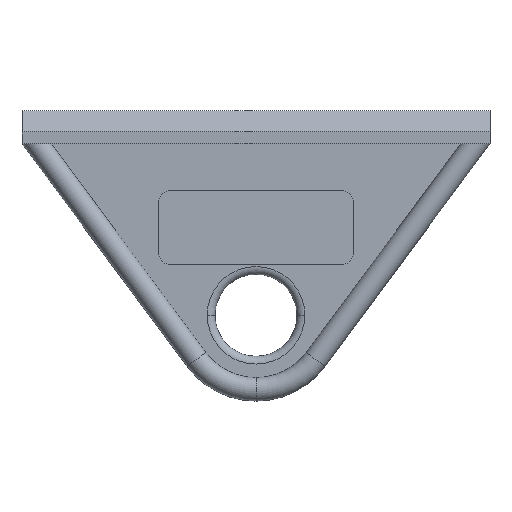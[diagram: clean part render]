
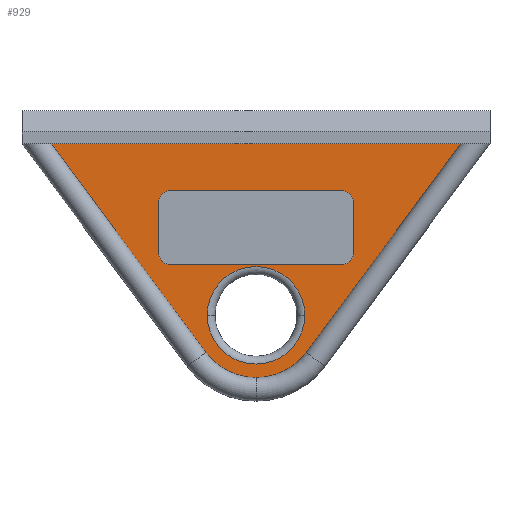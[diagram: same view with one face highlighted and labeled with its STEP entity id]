
A CAD part, top view. The second image highlights one B-rep face of the part: STEP entity #929.
In plain terms, the highlighted planar face has unit normal (0, 0, 1).
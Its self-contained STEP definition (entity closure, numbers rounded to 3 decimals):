
#7 = DIRECTION ( 'NONE',  ( 1., 0., 0. ) ) ;
#36 = LINE ( 'NONE', #1380, #1360 ) ;
#48 = VERTEX_POINT ( 'NONE', #421 ) ;
#54 = VECTOR ( 'NONE', #153, 1000. ) ;
#65 = DIRECTION ( 'NONE',  ( 1., 0., 0. ) ) ;
#90 = DIRECTION ( 'NONE',  ( 0., 0., 1. ) ) ;
#113 = LINE ( 'NONE', #1094, #656 ) ;
#114 = DIRECTION ( 'NONE',  ( -1., 0., 0. ) ) ;
#152 = CARTESIAN_POINT ( 'NONE',  ( 0., 0., 1.5 ) ) ;
#153 = DIRECTION ( 'NONE',  ( 1., 0., 0. ) ) ;
#154 = EDGE_LOOP ( 'NONE', ( #1126, #1419, #493, #232, #607, #941, #705, #878 ) ) ;
#155 = AXIS2_PLACEMENT_3D ( 'NONE', #394, #1216, #882 ) ;
#160 = AXIS2_PLACEMENT_3D ( 'NONE', #1278, #90, #331 ) ;
#172 = VECTOR ( 'NONE', #851, 1000. ) ;
#178 = PLANE ( 'NONE',  #160 ) ;
#188 = DIRECTION ( 'NONE',  ( 0., 0., -1. ) ) ;
#199 = EDGE_CURVE ( 'NONE', #1073, #240, #1276, .T. ) ;
#210 = DIRECTION ( 'NONE',  ( 1., 0., 0. ) ) ;
#232 = ORIENTED_EDGE ( 'NONE', *, *, #974, .T. ) ;
#240 = VERTEX_POINT ( 'NONE', #380 ) ;
#280 = DIRECTION ( 'NONE',  ( 1., 0., 0. ) ) ;
#311 = AXIS2_PLACEMENT_3D ( 'NONE', #327, #442, #1026 ) ;
#323 = FACE_OUTER_BOUND ( 'NONE', #1368, .T. ) ;
#327 = CARTESIAN_POINT ( 'NONE',  ( -11., 8., 1.5 ) ) ;
#331 = DIRECTION ( 'NONE',  ( 1., 0., 0. ) ) ;
#347 = ORIENTED_EDGE ( 'NONE', *, *, #411, .T. ) ;
#348 = CIRCLE ( 'NONE', #1102, 6.25 ) ;
#363 = LINE ( 'NONE', #839, #172 ) ;
#364 = CIRCLE ( 'NONE', #1119, 6.25 ) ;
#378 = DIRECTION ( 'NONE',  ( 0.595, 0.803, 0. ) ) ;
#380 = CARTESIAN_POINT ( 'NONE',  ( 11., 6.5, 1.5 ) ) ;
#385 = ORIENTED_EDGE ( 'NONE', *, *, #1188, .T. ) ;
#391 = VERTEX_POINT ( 'NONE', #1250 ) ;
#394 = CARTESIAN_POINT ( 'NONE',  ( 11., 14.5, 1.5 ) ) ;
#403 = VERTEX_POINT ( 'NONE', #1405 ) ;
#410 = ORIENTED_EDGE ( 'NONE', *, *, #783, .T. ) ;
#411 = EDGE_CURVE ( 'NONE', #613, #48, #36, .T. ) ;
#417 = CIRCLE ( 'NONE', #853, 1.5 ) ;
#421 = CARTESIAN_POINT ( 'NONE',  ( -6.427, -4.764, 1.5 ) ) ;
#442 = DIRECTION ( 'NONE',  ( 0., 0., -1. ) ) ;
#447 = EDGE_CURVE ( 'NONE', #1067, #403, #348, .T. ) ;
#455 = VERTEX_POINT ( 'NONE', #773 ) ;
#493 = ORIENTED_EDGE ( 'NONE', *, *, #661, .F. ) ;
#514 = CARTESIAN_POINT ( 'NONE',  ( -12.5, 6.5, 1.5 ) ) ;
#523 = CARTESIAN_POINT ( 'NONE',  ( 0., 0., 1.5 ) ) ;
#589 = CARTESIAN_POINT ( 'NONE',  ( -11., 16., 1.5 ) ) ;
#590 = AXIS2_PLACEMENT_3D ( 'NONE', #1531, #909, #1267 ) ;
#595 = VERTEX_POINT ( 'NONE', #669 ) ;
#607 = ORIENTED_EDGE ( 'NONE', *, *, #199, .F. ) ;
#613 = VERTEX_POINT ( 'NONE', #1075 ) ;
#649 = CARTESIAN_POINT ( 'NONE',  ( 6.427, -4.764, 1.5 ) ) ;
#656 = VECTOR ( 'NONE', #1459, 1000. ) ;
#661 = EDGE_CURVE ( 'NONE', #1245, #455, #113, .T. ) ;
#665 = EDGE_CURVE ( 'NONE', #880, #595, #363, .T. ) ;
#669 = CARTESIAN_POINT ( 'NONE',  ( -12.5, 8., 1.5 ) ) ;
#683 = CARTESIAN_POINT ( 'NONE',  ( -12.5, 14.5, 1.5 ) ) ;
#691 = CIRCLE ( 'NONE', #590, 8. ) ;
#703 = CARTESIAN_POINT ( 'NONE',  ( 30., 22., 1.5 ) ) ;
#705 = ORIENTED_EDGE ( 'NONE', *, *, #665, .F. ) ;
#748 = CARTESIAN_POINT ( 'NONE',  ( -6.25, 0., 1.5 ) ) ;
#769 = EDGE_LOOP ( 'NONE', ( #1544, #1207 ) ) ;
#773 = CARTESIAN_POINT ( 'NONE',  ( 12.5, 14.5, 1.5 ) ) ;
#783 = EDGE_CURVE ( 'NONE', #391, #1511, #1256, .T. ) ;
#790 = DIRECTION ( 'NONE',  ( 0.595, -0.803, 0. ) ) ;
#812 = CARTESIAN_POINT ( 'NONE',  ( 12.5, 8., 1.5 ) ) ;
#817 = DIRECTION ( 'NONE',  ( 0., 0., -1. ) ) ;
#822 = LINE ( 'NONE', #1204, #1325 ) ;
#839 = CARTESIAN_POINT ( 'NONE',  ( -12.5, 16., 1.5 ) ) ;
#851 = DIRECTION ( 'NONE',  ( 0., -1., 0. ) ) ;
#853 = AXIS2_PLACEMENT_3D ( 'NONE', #1180, #817, #210 ) ;
#869 = CIRCLE ( 'NONE', #1427, 1.5 ) ;
#878 = ORIENTED_EDGE ( 'NONE', *, *, #919, .T. ) ;
#880 = VERTEX_POINT ( 'NONE', #683 ) ;
#882 = DIRECTION ( 'NONE',  ( 1., 0., 0. ) ) ;
#909 = DIRECTION ( 'NONE',  ( 0., 0., 1. ) ) ;
#919 = EDGE_CURVE ( 'NONE', #880, #1372, #417, .T. ) ;
#929 = ADVANCED_FACE ( 'NONE', ( #1162, #1403, #323 ), #178, .T. ) ;
#941 = ORIENTED_EDGE ( 'NONE', *, *, #1195, .T. ) ;
#959 = VERTEX_POINT ( 'NONE', #1144 ) ;
#967 = LINE ( 'NONE', #703, #1024 ) ;
#974 = EDGE_CURVE ( 'NONE', #1245, #240, #869, .T. ) ;
#991 = CIRCLE ( 'NONE', #311, 1.5 ) ;
#1005 = DIRECTION ( 'NONE',  ( 0., 0., -1. ) ) ;
#1016 = CARTESIAN_POINT ( 'NONE',  ( -11., 6.5, 1.5 ) ) ;
#1024 = VECTOR ( 'NONE', #7, 1000. ) ;
#1026 = DIRECTION ( 'NONE',  ( 1., 0., 0. ) ) ;
#1067 = VERTEX_POINT ( 'NONE', #748 ) ;
#1073 = VERTEX_POINT ( 'NONE', #1016 ) ;
#1075 = CARTESIAN_POINT ( 'NONE',  ( -26.266, 22., 1.5 ) ) ;
#1094 = CARTESIAN_POINT ( 'NONE',  ( 12.5, 6.5, 1.5 ) ) ;
#1102 = AXIS2_PLACEMENT_3D ( 'NONE', #523, #1005, #1371 ) ;
#1119 = AXIS2_PLACEMENT_3D ( 'NONE', #152, #1370, #280 ) ;
#1126 = ORIENTED_EDGE ( 'NONE', *, *, #1388, .F. ) ;
#1129 = CARTESIAN_POINT ( 'NONE',  ( 26.266, 22., 1.5 ) ) ;
#1144 = CARTESIAN_POINT ( 'NONE',  ( 11., 16., 1.5 ) ) ;
#1162 = FACE_BOUND ( 'NONE', #769, .T. ) ;
#1180 = CARTESIAN_POINT ( 'NONE',  ( -11., 14.5, 1.5 ) ) ;
#1188 = EDGE_CURVE ( 'NONE', #48, #391, #691, .T. ) ;
#1195 = EDGE_CURVE ( 'NONE', #1073, #595, #991, .T. ) ;
#1204 = CARTESIAN_POINT ( 'NONE',  ( 12.5, 16., 1.5 ) ) ;
#1207 = ORIENTED_EDGE ( 'NONE', *, *, #447, .T. ) ;
#1216 = DIRECTION ( 'NONE',  ( 0., 0., -1. ) ) ;
#1245 = VERTEX_POINT ( 'NONE', #812 ) ;
#1250 = CARTESIAN_POINT ( 'NONE',  ( 6.427, -4.764, 1.5 ) ) ;
#1256 = LINE ( 'NONE', #649, #1417 ) ;
#1267 = DIRECTION ( 'NONE',  ( 1., 0., 0. ) ) ;
#1276 = LINE ( 'NONE', #514, #54 ) ;
#1278 = CARTESIAN_POINT ( 'NONE',  ( 0., 0., 1.5 ) ) ;
#1325 = VECTOR ( 'NONE', #114, 1000. ) ;
#1358 = EDGE_CURVE ( 'NONE', #613, #1511, #967, .T. ) ;
#1360 = VECTOR ( 'NONE', #790, 1000. ) ;
#1368 = EDGE_LOOP ( 'NONE', ( #1493, #347, #385, #410 ) ) ;
#1370 = DIRECTION ( 'NONE',  ( 0., 0., -1. ) ) ;
#1371 = DIRECTION ( 'NONE',  ( 1., 0., 0. ) ) ;
#1372 = VERTEX_POINT ( 'NONE', #589 ) ;
#1380 = CARTESIAN_POINT ( 'NONE',  ( -26.266, 22., 1.5 ) ) ;
#1388 = EDGE_CURVE ( 'NONE', #959, #1372, #822, .T. ) ;
#1403 = FACE_BOUND ( 'NONE', #154, .T. ) ;
#1404 = CIRCLE ( 'NONE', #155, 1.5 ) ;
#1405 = CARTESIAN_POINT ( 'NONE',  ( 6.25, 0., 1.5 ) ) ;
#1417 = VECTOR ( 'NONE', #378, 1000. ) ;
#1419 = ORIENTED_EDGE ( 'NONE', *, *, #1424, .T. ) ;
#1424 = EDGE_CURVE ( 'NONE', #959, #455, #1404, .T. ) ;
#1427 = AXIS2_PLACEMENT_3D ( 'NONE', #1527, #188, #65 ) ;
#1459 = DIRECTION ( 'NONE',  ( 0., 1., 0. ) ) ;
#1493 = ORIENTED_EDGE ( 'NONE', *, *, #1358, .F. ) ;
#1506 = EDGE_CURVE ( 'NONE', #403, #1067, #364, .T. ) ;
#1511 = VERTEX_POINT ( 'NONE', #1129 ) ;
#1527 = CARTESIAN_POINT ( 'NONE',  ( 11., 8., 1.5 ) ) ;
#1531 = CARTESIAN_POINT ( 'NONE',  ( 0., 0., 1.5 ) ) ;
#1544 = ORIENTED_EDGE ( 'NONE', *, *, #1506, .T. ) ;
